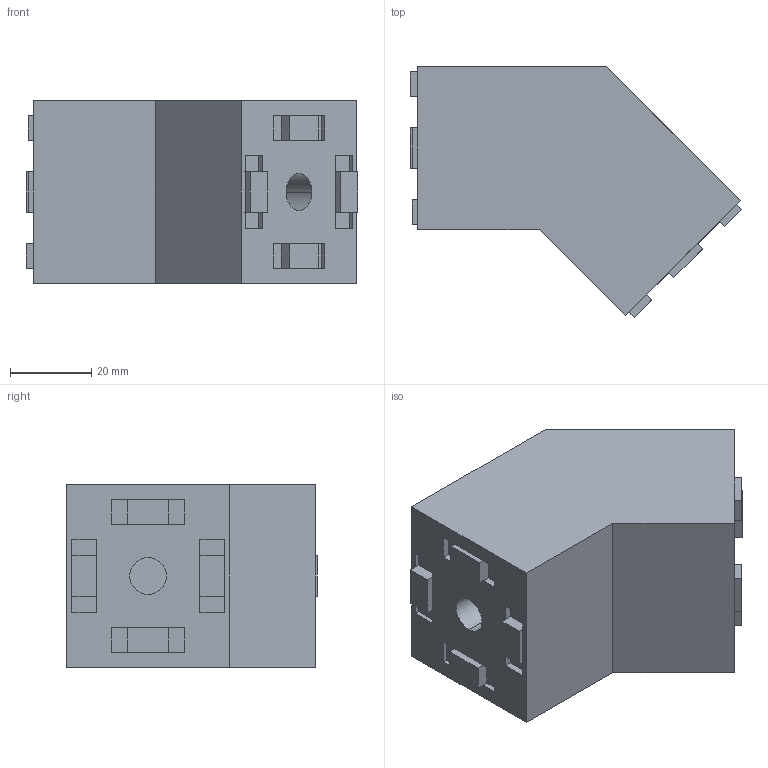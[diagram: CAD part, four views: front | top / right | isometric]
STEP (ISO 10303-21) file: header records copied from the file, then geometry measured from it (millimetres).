
FILE_DESCRIPTION (( 'STEP AP214' ), '1' );
FILE_NAME ('B171 Óãëîâîé àëþìèíèåâûé ñîåäèíèòåëü 40õ40 ïîä 45°, ïàç 8-10.STEP', '2025-10-28T10:27:43', ( '' ), ( '' ), 'SwSTEP 2.0', 'SolidWorks 2025', '' );
FILE_SCHEMA (( 'AUTOMOTIVE_DESIGN' ));
Length unit declared in the file: millimetre
Products named in the file (4): B171 Внтурнний сухарь_00; B171 Корпус_00; B171 Угловой алюминиевый соединитель 40х40 под 45°, паз 8-10; B171 Крышка_00
Assembly tree (10 placements, depth 2):
  B171 Угловой алюминиевый соединитель 40х40 под 45°, паз 8-10
    B171 Корпус_00
    B171 Крышка_00
    B171 Внтурнний сухарь_00  x8
Bounding box: 81.69 x 61.6 x 45 mm (x, y, z)
Volume: 65418.7 mm3; surface area: 36860 mm2
Topology: 10 solids, 10 shells, 254 faces, 654 edges, 436 vertices
Faces by surface type: plane 230, cylinder 24
Entity records: 4871 total; most frequent: CARTESIAN_POINT 887, ORIENTED_EDGE 804, DIRECTION 764, EDGE_CURVE 402, VECTOR 346, LINE 346, VERTEX_POINT 268, AXIS2_PLACEMENT_3D 209
